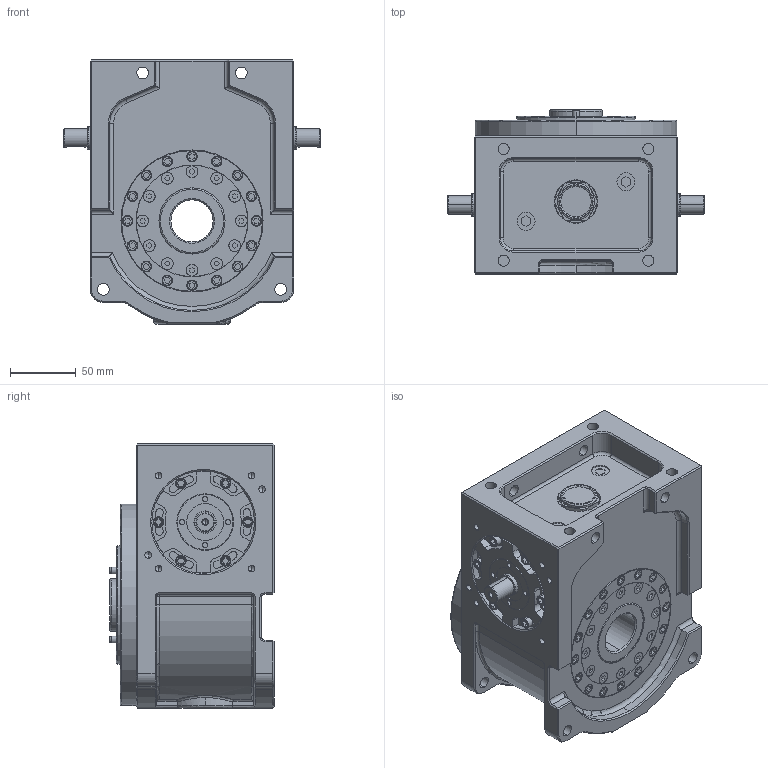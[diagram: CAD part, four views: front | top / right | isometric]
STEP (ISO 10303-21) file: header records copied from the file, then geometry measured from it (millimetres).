
FILE_DESCRIPTION (( 'STEP AP203' ), '1' );
FILE_NAME ('FR06標準外型.STEP', '2025-06-12T09:15:27', ( '' ), ( '' ), 'SwSTEP 2.0', 'SolidWorks 2018', '' );
FILE_SCHEMA (( 'CONFIG_CONTROL_DESIGN' ));
Length unit declared in the file: millimetre
Products named in the file (1): FR06標準外型
Bounding box: 195 x 125 x 201 mm (x, y, z)
Volume: 2728496 mm3; surface area: 206407.4 mm2
Topology: 1 solids, 1 shells, 1576 faces, 3771 edges, 2381 vertices
Faces by surface type: plane 783, cylinder 599, cone 88, torus 62, bspline 40, sphere 4
Entity records: 48614 total; most frequent: CARTESIAN_POINT 11454, DIRECTION 7921, ORIENTED_EDGE 7486, EDGE_CURVE 3743, AXIS2_PLACEMENT_3D 2850, VERTEX_POINT 2381, VECTOR 2221, LINE 2221
